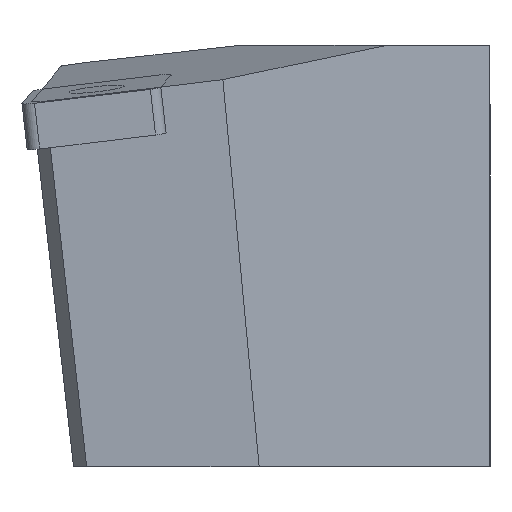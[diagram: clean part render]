
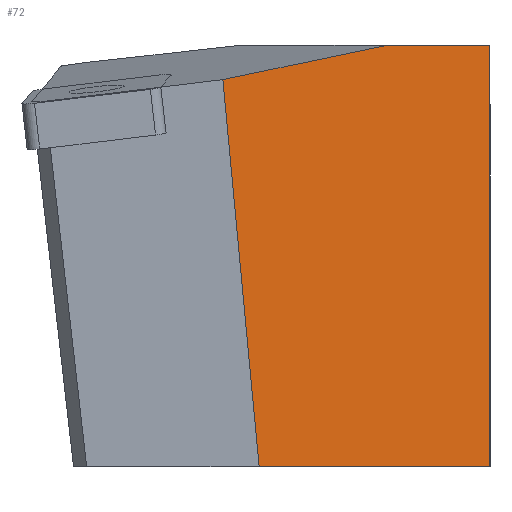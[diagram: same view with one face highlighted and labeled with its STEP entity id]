
A CAD part, left-side view. The second image highlights one B-rep face of the part: STEP entity #72.
In plain terms, the highlighted planar face has unit normal (-0.707, -0.707, 0).
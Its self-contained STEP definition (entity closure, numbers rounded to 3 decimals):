
#72=ADVANCED_FACE('',(#117),#98,.F.);
#98=PLANE('',#501);
#117=FACE_OUTER_BOUND('',#140,.T.);
#140=EDGE_LOOP('',(#176,#177,#178,#179,#180));
#176=ORIENTED_EDGE('',*,*,#344,.T.);
#177=ORIENTED_EDGE('',*,*,#345,.T.);
#178=ORIENTED_EDGE('',*,*,#341,.F.);
#179=ORIENTED_EDGE('',*,*,#346,.T.);
#180=ORIENTED_EDGE('',*,*,#347,.F.);
#299=VERTEX_POINT('',#682);
#300=VERTEX_POINT('',#684);
#302=VERTEX_POINT('',#690);
#303=VERTEX_POINT('',#691);
#304=VERTEX_POINT('',#694);
#341=EDGE_CURVE('',#299,#300,#404,.T.);
#344=EDGE_CURVE('',#302,#303,#407,.T.);
#345=EDGE_CURVE('',#303,#300,#408,.T.);
#346=EDGE_CURVE('',#299,#304,#409,.T.);
#347=EDGE_CURVE('',#302,#304,#410,.T.);
#404=LINE('',#683,#454);
#407=LINE('',#689,#457);
#408=LINE('',#692,#458);
#409=LINE('',#693,#459);
#410=LINE('',#695,#460);
#454=VECTOR('',#548,1.);
#457=VECTOR('',#553,1.);
#458=VECTOR('',#554,1.);
#459=VECTOR('',#555,1.);
#460=VECTOR('',#556,1.);
#501=AXIS2_PLACEMENT_3D('',#696,#557,#558);
#548=DIRECTION('',(0.707,-0.707,0.));
#553=DIRECTION('',(0.707,-0.707,0.));
#554=DIRECTION('',(0.,0.,1.));
#555=DIRECTION('',(-0.699,0.699,-0.146));
#556=DIRECTION('',(-0.093,0.093,0.991));
#557=DIRECTION('',(0.707,0.707,0.));
#558=DIRECTION('',(0.707,-0.707,0.));
#682=CARTESIAN_POINT('',(13.003,-25.212,4.113));
#683=CARTESIAN_POINT('',(0.065,-12.274,4.113));
#684=CARTESIAN_POINT('',(20.065,-32.274,4.113));
#689=CARTESIAN_POINT('',(0.065,-12.274,-24.887));
#690=CARTESIAN_POINT('',(4.184,-16.394,-24.887));
#691=CARTESIAN_POINT('',(20.065,-32.274,-24.887));
#692=CARTESIAN_POINT('',(20.065,-32.274,-24.887));
#693=CARTESIAN_POINT('',(-2.629,-9.58,0.84));
#694=CARTESIAN_POINT('',(1.686,-13.896,1.743));
#695=CARTESIAN_POINT('',(4.113,-16.322,-24.127));
#696=CARTESIAN_POINT('',(0.065,-12.274,-24.887));
